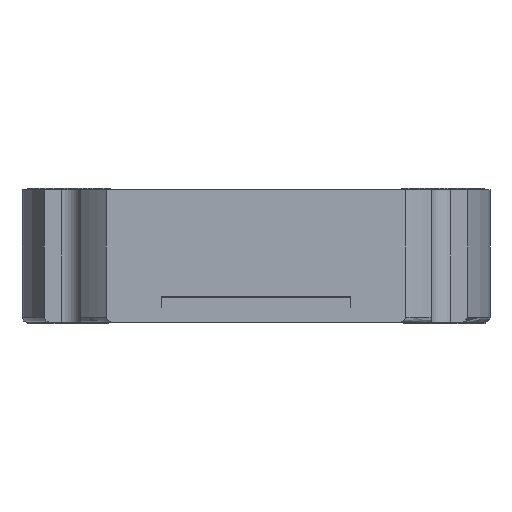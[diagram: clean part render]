
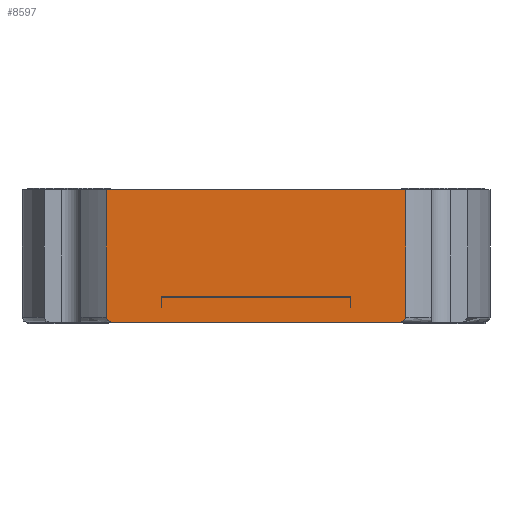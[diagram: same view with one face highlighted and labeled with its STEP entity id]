
A CAD part, front view. The second image highlights one B-rep face of the part: STEP entity #8597.
In plain terms, the highlighted planar face has unit normal (0, -1, 0).
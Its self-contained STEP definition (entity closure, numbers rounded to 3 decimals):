
#6 = CARTESIAN_POINT ( 'NONE',  ( 15.217, -18.3, -7.9 ) ) ;
#363 = CARTESIAN_POINT ( 'NONE',  ( -15.18, -18.3, -8.069 ) ) ;
#460 = DIRECTION ( 'NONE',  ( 0., 1., 0. ) ) ;
#481 = VERTEX_POINT ( 'NONE', #4245 ) ;
#568 = CARTESIAN_POINT ( 'NONE',  ( 15.217, -18.3, -7.987 ) ) ;
#635 = CARTESIAN_POINT ( 'NONE',  ( -15.217, -18.3, 5.1 ) ) ;
#736 = EDGE_CURVE ( 'Defeature ausgef�hrt1_33+Defeature ausgef�hrt1_81+Defeature ausgef�hrt1_22+Defeature ausgef�hrt1_34', #481, #4634, #7268, .T. ) ;
#786 = VECTOR ( 'NONE', #4326, 1000. ) ;
#1033 = FACE_OUTER_BOUND ( 'NONE', #3130, .T. ) ;
#1106 = LINE ( 'NONE', #5113, #786 ) ;
#1269 = CARTESIAN_POINT ( 'NONE',  ( 15.068, -18.3, -8.202 ) ) ;
#2081 = EDGE_CURVE ( 'Defeature ausgef�hrt1_33+Defeature ausgef�hrt1_22+Defeature ausgef�hrt1_82+Defeature ausgef�hrt1_81', #5025, #481, #8227, .T. ) ;
#2284 = CARTESIAN_POINT ( 'NONE',  ( -15.217, -18.3, 5.1 ) ) ;
#2453 = ORIENTED_EDGE ( 'NONE', *, *, #2081, .T. ) ;
#2528 = CARTESIAN_POINT ( 'NONE',  ( -14.767, -18.3, -8.368 ) ) ;
#2646 = CARTESIAN_POINT ( 'NONE',  ( -14.595, -18.3, -8.4 ) ) ;
#2662 = EDGE_CURVE ( 'Defeature ausgef�hrt1_33+Defeature ausgef�hrt1_32+Defeature ausgef�hrt1_21+Defeature ausgef�hrt1_82', #8980, #5786, #1106, .T. ) ;
#2732 = CARTESIAN_POINT ( 'NONE',  ( -15.217, -18.3, -8.4 ) ) ;
#2853 = CARTESIAN_POINT ( 'NONE',  ( 14.76, -18.3, -8.357 ) ) ;
#2951 = CARTESIAN_POINT ( 'NONE',  ( 14.593, -18.3, -8.392 ) ) ;
#3130 = EDGE_LOOP ( 'NONE', ( #2453, #6183, #4099, #4158, #10388, #6901 ) ) ;
#3354 = DIRECTION ( 'NONE',  ( 0., 0., -1. ) ) ;
#3583 = CARTESIAN_POINT ( 'NONE',  ( -14.997, -18.3, -8.253 ) ) ;
#3590 = CARTESIAN_POINT ( 'NONE',  ( 14.843, -18.3, -8.33 ) ) ;
#3842 = CARTESIAN_POINT ( 'NONE',  ( -14.422, -18.3, -8.4 ) ) ;
#4099 = ORIENTED_EDGE ( 'NONE', *, *, #6340, .F. ) ;
#4158 = ORIENTED_EDGE ( 'NONE', *, *, #5547, .F. ) ;
#4245 = CARTESIAN_POINT ( 'NONE',  ( 14.422, -18.3, -8.4 ) ) ;
#4326 = DIRECTION ( 'NONE',  ( 0., 0., -1. ) ) ;
#4345 = DIRECTION ( 'NONE',  ( 1., 0., 0. ) ) ;
#4363 = CARTESIAN_POINT ( 'NONE',  ( -15.217, -18.3, -7.987 ) ) ;
#4634 = VERTEX_POINT ( 'NONE', #6 ) ;
#4916 = LINE ( 'NONE', #7290, #5096 ) ;
#5025 = VERTEX_POINT ( 'NONE', #3842 ) ;
#5096 = VECTOR ( 'NONE', #3354, 1000. ) ;
#5113 = CARTESIAN_POINT ( 'NONE',  ( -15.217, -18.3, 5.1 ) ) ;
#5346 = CARTESIAN_POINT ( 'NONE',  ( 14.996, -18.3, -8.253 ) ) ;
#5547 = EDGE_CURVE ( 'Defeature ausgef�hrt1_21+Defeature ausgef�hrt1_33+Defeature ausgef�hrt1_32+Defeature ausgef�hrt1_34', #8980, #7848, #7833, .T. ) ;
#5719 = CARTESIAN_POINT ( 'NONE',  ( -15.068, -18.3, -8.202 ) ) ;
#5786 = VERTEX_POINT ( 'NONE', #6728 ) ;
#5882 = CARTESIAN_POINT ( 'NONE',  ( -14.422, -18.3, -8.4 ) ) ;
#5895 = EDGE_CURVE ( 'Defeature ausgef�hrt1_33+Defeature ausgef�hrt1_82+Defeature ausgef�hrt1_32+Defeature ausgef�hrt1_22', #5786, #5025, #7411, .T. ) ;
#6125 = CARTESIAN_POINT ( 'NONE',  ( -15.217, -18.3, 5.1 ) ) ;
#6141 = CARTESIAN_POINT ( 'NONE',  ( 15.217, -18.3, -7.9 ) ) ;
#6183 = ORIENTED_EDGE ( 'NONE', *, *, #736, .T. ) ;
#6340 = EDGE_CURVE ( 'Defeature ausgef�hrt1_34+Defeature ausgef�hrt1_33+Defeature ausgef�hrt1_21+Defeature ausgef�hrt1_81', #7848, #4634, #4916, .T. ) ;
#6597 = CARTESIAN_POINT ( 'NONE',  ( 15.217, -18.3, 5.1 ) ) ;
#6728 = CARTESIAN_POINT ( 'NONE',  ( -15.217, -18.3, -7.9 ) ) ;
#6901 = ORIENTED_EDGE ( 'NONE', *, *, #5895, .T. ) ;
#6911 = DIRECTION ( 'NONE',  ( -1., 0., 0. ) ) ;
#7268 = B_SPLINE_CURVE_WITH_KNOTS ( 'NONE', 3,
 ( #9302, #10056, #2951, #2853, #3590, #5346, #1269, #9403, #568, #6141 ),
 .UNSPECIFIED., .F., .F.,
 ( 4, 2, 2, 2, 4 ),
 ( 0., 0., 0.001, 0.001, 0.001 ),
 .UNSPECIFIED. ) ;
#7290 = CARTESIAN_POINT ( 'NONE',  ( 15.217, -18.3, 5.1 ) ) ;
#7411 = B_SPLINE_CURVE_WITH_KNOTS ( 'NONE', 3,
 ( #9786, #4363, #363, #5719, #3583, #2528, #2646, #5882 ),
 .UNSPECIFIED., .F., .F.,
 ( 4, 2, 2, 4 ),
 ( 0., 0., 0.001, 0.001 ),
 .UNSPECIFIED. ) ;
#7455 = PLANE ( 'NONE',  #7879 ) ;
#7833 = LINE ( 'NONE', #635, #9605 ) ;
#7848 = VERTEX_POINT ( 'NONE', #6597 ) ;
#7879 = AXIS2_PLACEMENT_3D ( 'NONE', #6125, #460, #6911 ) ;
#8227 = LINE ( 'NONE', #2732, #8574 ) ;
#8574 = VECTOR ( 'NONE', #4345, 1000. ) ;
#8597 = ADVANCED_FACE ( 'Defeature ausgef�hrt1_33', ( #1033 ), #7455, .F. ) ;
#8980 = VERTEX_POINT ( 'NONE', #2284 ) ;
#9302 = CARTESIAN_POINT ( 'NONE',  ( 14.422, -18.3, -8.4 ) ) ;
#9403 = CARTESIAN_POINT ( 'NONE',  ( 15.179, -18.3, -8.071 ) ) ;
#9414 = DIRECTION ( 'NONE',  ( 1., 0., 0. ) ) ;
#9605 = VECTOR ( 'NONE', #9414, 1000. ) ;
#9786 = CARTESIAN_POINT ( 'NONE',  ( -15.217, -18.3, -7.9 ) ) ;
#10056 = CARTESIAN_POINT ( 'NONE',  ( 14.508, -18.3, -8.4 ) ) ;
#10388 = ORIENTED_EDGE ( 'NONE', *, *, #2662, .T. ) ;
